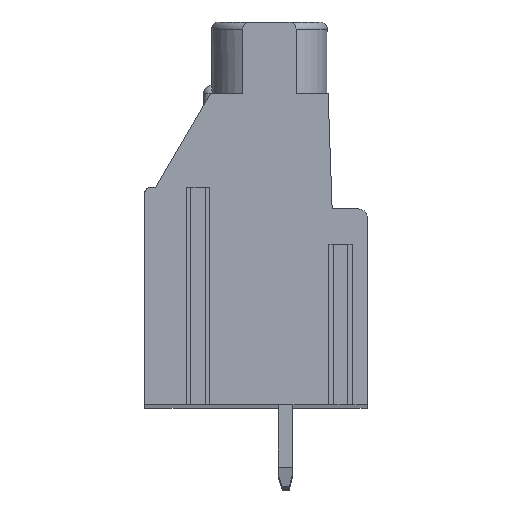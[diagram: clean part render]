
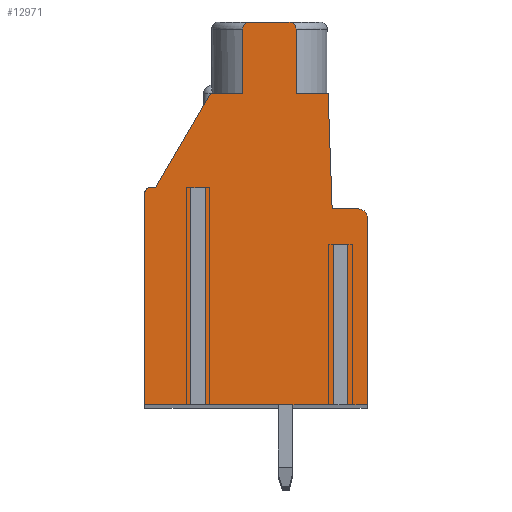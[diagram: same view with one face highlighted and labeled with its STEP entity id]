
A CAD part, top view. The second image highlights one B-rep face of the part: STEP entity #12971.
In plain terms, the highlighted planar face has unit normal (0, 0, 1).
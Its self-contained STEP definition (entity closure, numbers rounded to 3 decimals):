
#27=DIRECTION('',(-1.,0.,0.));
#28=VECTOR('',#27,0.82);
#29=CARTESIAN_POINT('',(-2.09,1.2,110.49));
#30=LINE('',#29,#28);
#31=DIRECTION('',(0.,1.,0.));
#32=VECTOR('',#31,12.2);
#33=CARTESIAN_POINT('',(-2.91,-11.,110.49));
#34=LINE('',#33,#32);
#35=DIRECTION('',(1.,0.,0.));
#36=VECTOR('',#35,2.59);
#37=CARTESIAN_POINT('',(-5.5,-11.,110.49));
#38=LINE('',#37,#36);
#39=DIRECTION('',(0.,-1.,0.));
#40=VECTOR('',#39,11.9);
#41=CARTESIAN_POINT('',(-5.5,0.9,110.49));
#42=LINE('',#41,#40);
#43=CARTESIAN_POINT('',(-5.2,0.9,110.49));
#44=DIRECTION('',(0.,0.,1.));
#45=DIRECTION('',(0.,1.,0.));
#46=AXIS2_PLACEMENT_3D('',#43,#44,#45);
#48=DIRECTION('',(-1.,0.,0.));
#49=VECTOR('',#48,0.3);
#50=CARTESIAN_POINT('',(-4.9,1.2,110.49));
#51=LINE('',#50,#49);
#52=DIRECTION('',(-0.505,-0.863,0.));
#53=VECTOR('',#52,6.14);
#54=CARTESIAN_POINT('',(-1.8,6.5,110.49));
#55=LINE('',#54,#53);
#56=DIRECTION('',(-1.,0.,0.));
#57=VECTOR('',#56,1.8);
#58=CARTESIAN_POINT('',(0.,6.5,110.49));
#59=LINE('',#58,#57);
#60=DIRECTION('',(0.,-1.,0.));
#61=VECTOR('',#60,3.6);
#62=CARTESIAN_POINT('',(0.,10.1,110.49));
#63=LINE('',#62,#61);
#64=CARTESIAN_POINT('',(0.4,10.1,110.49));
#65=DIRECTION('',(0.,0.,1.));
#66=DIRECTION('',(0.,1.,0.));
#67=AXIS2_PLACEMENT_3D('',#64,#65,#66);
#69=DIRECTION('',(-1.,0.,0.));
#70=VECTOR('',#69,2.2);
#71=CARTESIAN_POINT('',(2.6,10.5,110.49));
#72=LINE('',#71,#70);
#73=CARTESIAN_POINT('',(2.6,10.1,110.49));
#74=DIRECTION('',(0.,0.,1.));
#75=DIRECTION('',(1.,0.,0.));
#76=AXIS2_PLACEMENT_3D('',#73,#74,#75);
#78=DIRECTION('',(0.,1.,0.));
#79=VECTOR('',#78,3.6);
#80=CARTESIAN_POINT('',(3.,6.5,110.49));
#81=LINE('',#80,#79);
#82=DIRECTION('',(-1.,0.,0.));
#83=VECTOR('',#82,1.8);
#84=CARTESIAN_POINT('',(4.8,6.5,110.49));
#85=LINE('',#84,#83);
#86=DIRECTION('',(-0.035,0.999,0.));
#87=VECTOR('',#86,6.504);
#88=CARTESIAN_POINT('',(5.027,0.,110.49));
#89=LINE('',#88,#87);
#90=DIRECTION('',(-1.,0.,0.));
#91=VECTOR('',#90,1.473);
#92=CARTESIAN_POINT('',(6.5,0.,110.49));
#93=LINE('',#92,#91);
#94=CARTESIAN_POINT('',(6.5,-0.5,110.49));
#95=DIRECTION('',(0.,0.,1.));
#96=DIRECTION('',(1.,0.,0.));
#97=AXIS2_PLACEMENT_3D('',#94,#95,#96);
#99=DIRECTION('',(0.,1.,0.));
#100=VECTOR('',#99,10.5);
#101=CARTESIAN_POINT('',(7.,-11.,110.49));
#102=LINE('',#101,#100);
#103=DIRECTION('',(1.,0.,0.));
#104=VECTOR('',#103,1.09);
#105=CARTESIAN_POINT('',(5.91,-11.,110.49));
#106=LINE('',#105,#104);
#107=DIRECTION('',(0.,1.,0.));
#108=VECTOR('',#107,9.);
#109=CARTESIAN_POINT('',(5.91,-11.,110.49));
#110=LINE('',#109,#108);
#111=DIRECTION('',(-1.,0.,0.));
#112=VECTOR('',#111,0.82);
#113=CARTESIAN_POINT('',(5.91,-2.,110.49));
#114=LINE('',#113,#112);
#115=DIRECTION('',(0.,1.,0.));
#116=VECTOR('',#115,9.);
#117=CARTESIAN_POINT('',(5.09,-11.,110.49));
#118=LINE('',#117,#116);
#119=DIRECTION('',(1.,0.,0.));
#120=VECTOR('',#119,7.18);
#121=CARTESIAN_POINT('',(-2.09,-11.,110.49));
#122=LINE('',#121,#120);
#123=DIRECTION('',(0.,1.,0.));
#124=VECTOR('',#123,12.2);
#125=CARTESIAN_POINT('',(-2.09,-11.,110.49));
#126=LINE('',#125,#124);
#10227=CARTESIAN_POINT('',(7.,-11.,110.49));
#10228=CARTESIAN_POINT('',(7.,-0.5,110.49));
#10229=VERTEX_POINT('',#10227);
#10230=VERTEX_POINT('',#10228);
#10231=CARTESIAN_POINT('',(6.5,0.,110.49));
#10232=VERTEX_POINT('',#10231);
#10233=CARTESIAN_POINT('',(5.027,0.,110.49));
#10234=VERTEX_POINT('',#10233);
#10235=CARTESIAN_POINT('',(4.8,6.5,110.49));
#10236=VERTEX_POINT('',#10235);
#10237=CARTESIAN_POINT('',(3.,6.5,110.49));
#10238=VERTEX_POINT('',#10237);
#10239=CARTESIAN_POINT('',(3.,10.1,110.49));
#10240=VERTEX_POINT('',#10239);
#10241=CARTESIAN_POINT('',(2.6,10.5,110.49));
#10242=VERTEX_POINT('',#10241);
#10243=CARTESIAN_POINT('',(0.4,10.5,110.49));
#10244=VERTEX_POINT('',#10243);
#10245=CARTESIAN_POINT('',(0.,10.1,110.49));
#10246=VERTEX_POINT('',#10245);
#10247=CARTESIAN_POINT('',(0.,6.5,110.49));
#10248=VERTEX_POINT('',#10247);
#10249=CARTESIAN_POINT('',(-1.8,6.5,110.49));
#10250=VERTEX_POINT('',#10249);
#10251=CARTESIAN_POINT('',(-4.9,1.2,110.49));
#10252=VERTEX_POINT('',#10251);
#10253=CARTESIAN_POINT('',(-5.2,1.2,110.49));
#10254=VERTEX_POINT('',#10253);
#10255=CARTESIAN_POINT('',(-5.5,0.9,110.49));
#10256=VERTEX_POINT('',#10255);
#10257=CARTESIAN_POINT('',(-5.5,-11.,110.49));
#10258=VERTEX_POINT('',#10257);
#10379=CARTESIAN_POINT('',(5.91,-2.,110.49));
#10380=CARTESIAN_POINT('',(5.09,-2.,110.49));
#10381=VERTEX_POINT('',#10379);
#10382=VERTEX_POINT('',#10380);
#10383=CARTESIAN_POINT('',(5.09,-11.,110.49));
#10384=VERTEX_POINT('',#10383);
#10385=CARTESIAN_POINT('',(5.91,-11.,110.49));
#10386=VERTEX_POINT('',#10385);
#10403=CARTESIAN_POINT('',(-2.09,1.2,110.49));
#10404=CARTESIAN_POINT('',(-2.91,1.2,110.49));
#10405=VERTEX_POINT('',#10403);
#10406=VERTEX_POINT('',#10404);
#10407=CARTESIAN_POINT('',(-2.09,-11.,110.49));
#10408=VERTEX_POINT('',#10407);
#10409=CARTESIAN_POINT('',(-2.91,-11.,110.49));
#10410=VERTEX_POINT('',#10409);
#12916=CARTESIAN_POINT('',(0.,0.,110.49));
#12917=DIRECTION('',(0.,0.,1.));
#12918=DIRECTION('',(1.,0.,0.));
#12919=AXIS2_PLACEMENT_3D('',#12916,#12917,#12918);
#12920=PLANE('',#12919);
#12922=ORIENTED_EDGE('',*,*,#12921,.T.);
#12924=ORIENTED_EDGE('',*,*,#12923,.F.);
#12926=ORIENTED_EDGE('',*,*,#12925,.F.);
#12928=ORIENTED_EDGE('',*,*,#12927,.F.);
#12930=ORIENTED_EDGE('',*,*,#12929,.F.);
#12932=ORIENTED_EDGE('',*,*,#12931,.F.);
#12934=ORIENTED_EDGE('',*,*,#12933,.F.);
#12936=ORIENTED_EDGE('',*,*,#12935,.F.);
#12938=ORIENTED_EDGE('',*,*,#12937,.F.);
#12940=ORIENTED_EDGE('',*,*,#12939,.F.);
#12942=ORIENTED_EDGE('',*,*,#12941,.F.);
#12944=ORIENTED_EDGE('',*,*,#12943,.F.);
#12946=ORIENTED_EDGE('',*,*,#12945,.F.);
#12948=ORIENTED_EDGE('',*,*,#12947,.F.);
#12950=ORIENTED_EDGE('',*,*,#12949,.F.);
#12952=ORIENTED_EDGE('',*,*,#12951,.F.);
#12954=ORIENTED_EDGE('',*,*,#12953,.F.);
#12956=ORIENTED_EDGE('',*,*,#12955,.F.);
#12958=ORIENTED_EDGE('',*,*,#12957,.F.);
#12960=ORIENTED_EDGE('',*,*,#12959,.T.);
#12962=ORIENTED_EDGE('',*,*,#12961,.T.);
#12964=ORIENTED_EDGE('',*,*,#12963,.F.);
#12966=ORIENTED_EDGE('',*,*,#12965,.F.);
#12968=ORIENTED_EDGE('',*,*,#12967,.T.);
#12969=EDGE_LOOP('',(#12922,#12924,#12926,#12928,#12930,#12932,#12934,#12936,
#12938,#12940,#12942,#12944,#12946,#12948,#12950,#12952,#12954,#12956,#12958,
#12960,#12962,#12964,#12966,#12968));
#12970=FACE_OUTER_BOUND('',#12969,.F.);
#47=CIRCLE('',#46,0.3);
#68=CIRCLE('',#67,0.4);
#77=CIRCLE('',#76,0.4);
#98=CIRCLE('',#97,0.5);
#12921=EDGE_CURVE('',#10405,#10406,#30,.T.);
#12923=EDGE_CURVE('',#10410,#10406,#34,.T.);
#12925=EDGE_CURVE('',#10258,#10410,#38,.T.);
#12927=EDGE_CURVE('',#10256,#10258,#42,.T.);
#12929=EDGE_CURVE('',#10254,#10256,#47,.T.);
#12931=EDGE_CURVE('',#10252,#10254,#51,.T.);
#12933=EDGE_CURVE('',#10250,#10252,#55,.T.);
#12935=EDGE_CURVE('',#10248,#10250,#59,.T.);
#12937=EDGE_CURVE('',#10246,#10248,#63,.T.);
#12939=EDGE_CURVE('',#10244,#10246,#68,.T.);
#12941=EDGE_CURVE('',#10242,#10244,#72,.T.);
#12943=EDGE_CURVE('',#10240,#10242,#77,.T.);
#12945=EDGE_CURVE('',#10238,#10240,#81,.T.);
#12947=EDGE_CURVE('',#10236,#10238,#85,.T.);
#12949=EDGE_CURVE('',#10234,#10236,#89,.T.);
#12951=EDGE_CURVE('',#10232,#10234,#93,.T.);
#12953=EDGE_CURVE('',#10230,#10232,#98,.T.);
#12955=EDGE_CURVE('',#10229,#10230,#102,.T.);
#12957=EDGE_CURVE('',#10386,#10229,#106,.T.);
#12959=EDGE_CURVE('',#10386,#10381,#110,.T.);
#12961=EDGE_CURVE('',#10381,#10382,#114,.T.);
#12963=EDGE_CURVE('',#10384,#10382,#118,.T.);
#12965=EDGE_CURVE('',#10408,#10384,#122,.T.);
#12967=EDGE_CURVE('',#10408,#10405,#126,.T.);
#12971=ADVANCED_FACE('',(#12970),#12920,.T.);
